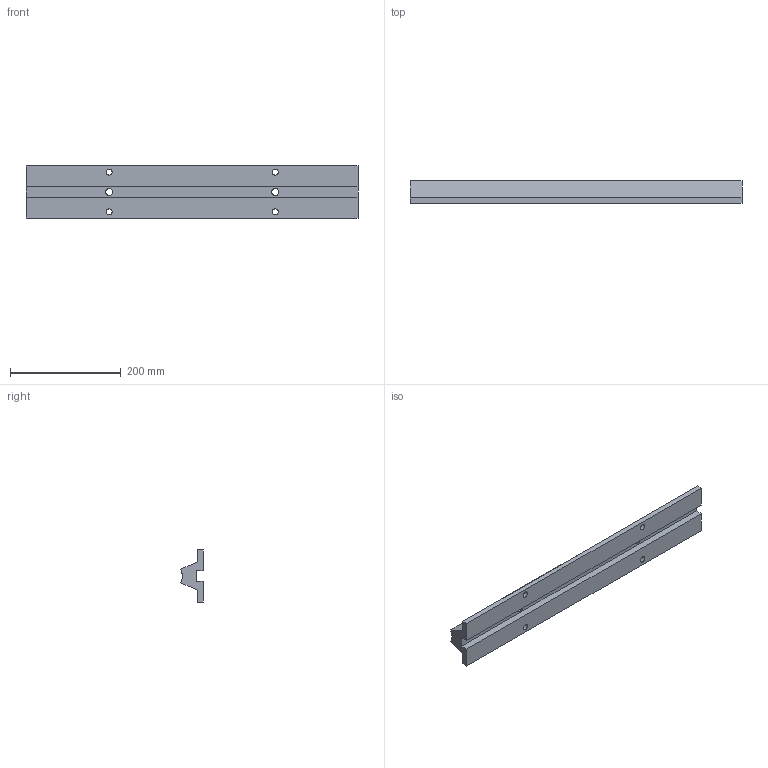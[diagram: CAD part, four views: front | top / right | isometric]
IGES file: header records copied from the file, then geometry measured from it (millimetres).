
Start section: Data from Parasolid IGES Translator 15.0.47, Copyright(c) 2006 Siemens P LM Software. All Rights Reserved.
Global section: file name: WUM-60_Bohrteilung_300.igs; native system:  By UGS Corp.; preprocessor: XPlus GENERIC/IGES 3.0; author: Noname; organization: Noname; date: 20140710.115501; units: millimetre
Bounding box: 599.5 x 40.73 x 94 mm (x, y, z)
Surface area: 170259.8 mm2 (no closed solid volume)
Topology: 0 solids, 0 shells, 25 faces, 150 edges, 148 vertices
Faces by surface type: extrusion 15, revolution 10
